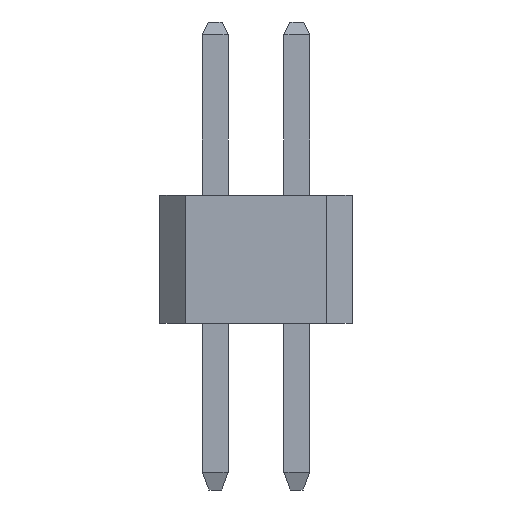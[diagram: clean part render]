
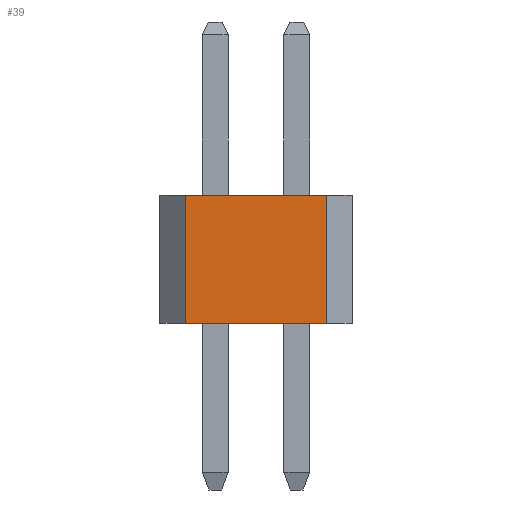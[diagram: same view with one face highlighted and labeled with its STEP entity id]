
A CAD part, left-side view. The second image highlights one B-rep face of the part: STEP entity #39.
In plain terms, the highlighted planar face has unit normal (-1, 0, 0).
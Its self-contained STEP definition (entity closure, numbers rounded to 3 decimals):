
#39 = ADVANCED_FACE ( 'NONE', ( #7382 ), #3026, .F. ) ;
#530 = EDGE_CURVE ( 'NONE', #2196, #7344, #2763, .T. ) ;
#700 = DIRECTION ( 'NONE',  ( 0., 0., -1. ) ) ;
#858 = EDGE_LOOP ( 'NONE', ( #2616, #4412, #7434, #2144 ) ) ;
#1042 = DIRECTION ( 'NONE',  ( 0., 0., -1. ) ) ;
#1230 = VECTOR ( 'NONE', #4787, 1000. ) ;
#1251 = VERTEX_POINT ( 'NONE', #4326 ) ;
#1306 = CARTESIAN_POINT ( 'NONE',  ( -0.635, 1.1, 0. ) ) ;
#1652 = CARTESIAN_POINT ( 'NONE',  ( -0.635, 1.1, 2. ) ) ;
#1902 = VECTOR ( 'NONE', #7646, 1000. ) ;
#1913 = LINE ( 'NONE', #1306, #1230 ) ;
#2144 = ORIENTED_EDGE ( 'NONE', *, *, #5017, .T. ) ;
#2196 = VERTEX_POINT ( 'NONE', #7721 ) ;
#2359 = CARTESIAN_POINT ( 'NONE',  ( -0.635, -1.1, 2. ) ) ;
#2616 = ORIENTED_EDGE ( 'NONE', *, *, #5057, .T. ) ;
#2763 = LINE ( 'NONE', #5217, #1902 ) ;
#3026 = PLANE ( 'NONE',  #7647 ) ;
#3581 = LINE ( 'NONE', #1652, #5868 ) ;
#4326 = CARTESIAN_POINT ( 'NONE',  ( -0.635, -1.1, 0. ) ) ;
#4412 = ORIENTED_EDGE ( 'NONE', *, *, #4964, .F. ) ;
#4588 = DIRECTION ( 'NONE',  ( 1., 0., 0. ) ) ;
#4787 = DIRECTION ( 'NONE',  ( 0., -1., 0. ) ) ;
#4964 = EDGE_CURVE ( 'NONE', #7344, #1251, #7397, .T. ) ;
#5017 = EDGE_CURVE ( 'NONE', #2196, #5678, #3581, .T. ) ;
#5057 = EDGE_CURVE ( 'NONE', #5678, #1251, #1913, .T. ) ;
#5217 = CARTESIAN_POINT ( 'NONE',  ( -0.635, 1.1, 2. ) ) ;
#5499 = CARTESIAN_POINT ( 'NONE',  ( -0.635, -1.1, 2. ) ) ;
#5678 = VERTEX_POINT ( 'NONE', #6143 ) ;
#5749 = CARTESIAN_POINT ( 'NONE',  ( -0.635, 1.1, 2. ) ) ;
#5868 = VECTOR ( 'NONE', #700, 1000. ) ;
#6143 = CARTESIAN_POINT ( 'NONE',  ( -0.635, 1.1, 0. ) ) ;
#6429 = DIRECTION ( 'NONE',  ( 0., 1., 0. ) ) ;
#6628 = VECTOR ( 'NONE', #1042, 1000. ) ;
#7344 = VERTEX_POINT ( 'NONE', #5499 ) ;
#7382 = FACE_OUTER_BOUND ( 'NONE', #858, .T. ) ;
#7397 = LINE ( 'NONE', #2359, #6628 ) ;
#7434 = ORIENTED_EDGE ( 'NONE', *, *, #530, .F. ) ;
#7646 = DIRECTION ( 'NONE',  ( 0., -1., 0. ) ) ;
#7647 = AXIS2_PLACEMENT_3D ( 'NONE', #5749, #4588, #6429 ) ;
#7721 = CARTESIAN_POINT ( 'NONE',  ( -0.635, 1.1, 2. ) ) ;
